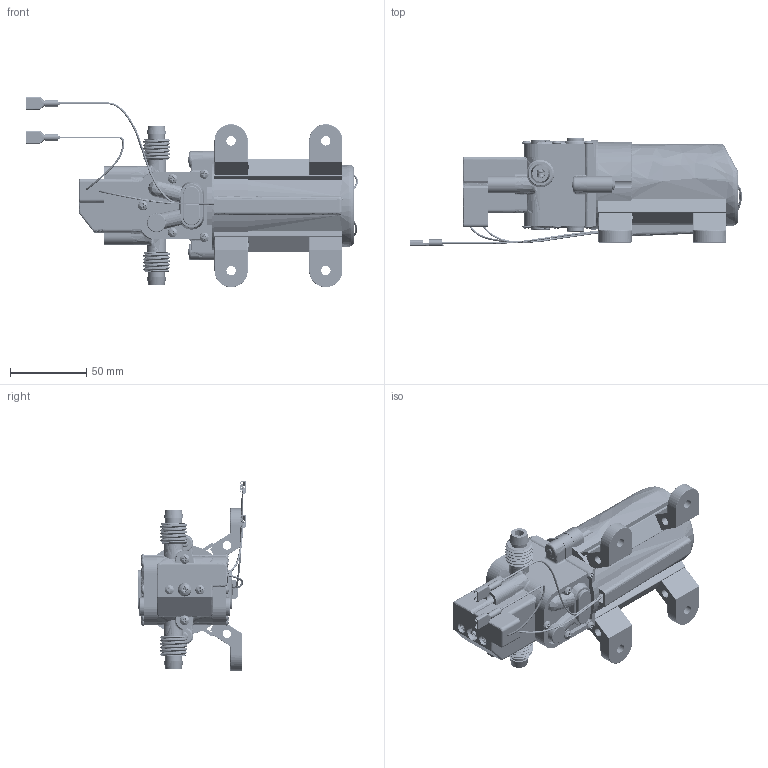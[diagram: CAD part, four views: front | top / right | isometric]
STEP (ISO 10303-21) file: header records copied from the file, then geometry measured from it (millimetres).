
FILE_DESCRIPTION(('FreeCAD Model'),'2;1');
FILE_NAME('Open CASCADE Shape Model','2025-05-05T04:33:51',('FreeCAD'),( 'FreeCAD'),'Open CASCADE STEP processor 7.6','FreeCAD','Unknown');
FILE_SCHEMA(('AUTOMOTIVE_DESIGN { 1 0 10303 214 1 1 1 1 }'));
Products named in the file (1): Open CASCADE STEP translator 7.6 1
Bounding box: 217.09 x 70.94 x 124.46 mm (x, y, z)
Volume: 273456.4 mm3; surface area: 231398.5 mm2
Topology: 91 solids, 97 shells, 4676 faces, 11813 edges, 7383 vertices
Faces by surface type: bspline 4676
Entity records: 207751 total; most frequent: CARTESIAN_POINT 140370, ORIENTED_EDGE 23436, EDGE_CURVE 11724, B_SPLINE_CURVE_WITH_KNOTS 7724, VERTEX_POINT 7383, FACE_BOUND 5065, EDGE_LOOP 5065, ADVANCED_FACE 4676
